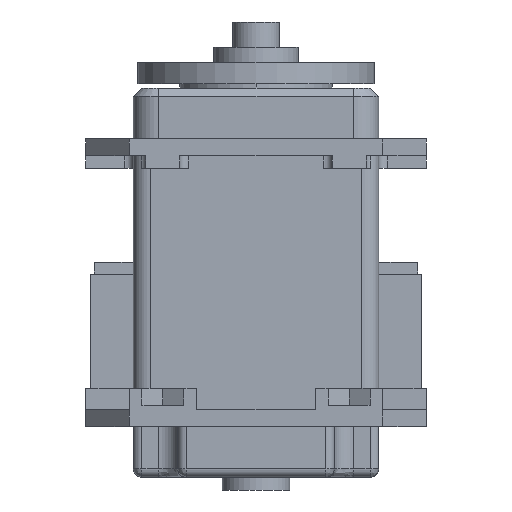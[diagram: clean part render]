
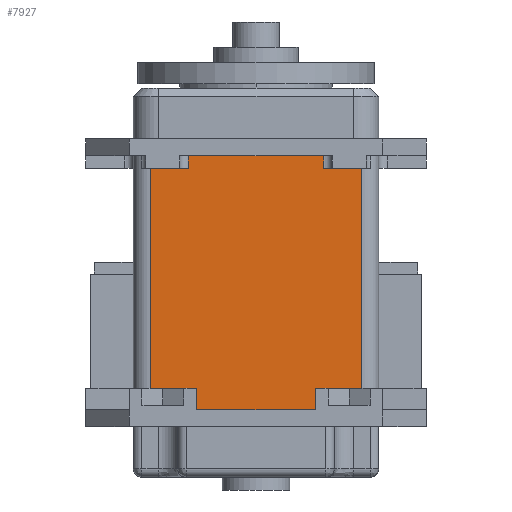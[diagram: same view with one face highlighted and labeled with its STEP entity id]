
A CAD part, front view. The second image highlights one B-rep face of the part: STEP entity #7927.
In plain terms, the highlighted planar face has unit normal (0, -1, 0).
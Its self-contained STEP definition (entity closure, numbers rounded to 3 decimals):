
#15 = CARTESIAN_POINT ( 'NONE',  ( -8., -45., 13.5 ) ) ;
#80 = CARTESIAN_POINT ( 'NONE',  ( 0., -45., 15. ) ) ;
#100 = LINE ( 'NONE', #2162, #2139 ) ;
#195 = CARTESIAN_POINT ( 'NONE',  ( 8., -45., 13.5 ) ) ;
#211 = ORIENTED_EDGE ( 'NONE', *, *, #10011, .T. ) ;
#369 = ORIENTED_EDGE ( 'NONE', *, *, #7497, .F. ) ;
#374 = LINE ( 'NONE', #7402, #4423 ) ;
#390 = EDGE_CURVE ( 'NONE', #4906, #4049, #2861, .T. ) ;
#461 = VERTEX_POINT ( 'NONE', #4142 ) ;
#512 = ORIENTED_EDGE ( 'NONE', *, *, #1458, .F. ) ;
#567 = ORIENTED_EDGE ( 'NONE', *, *, #5319, .F. ) ;
#766 = EDGE_CURVE ( 'NONE', #8298, #8865, #7190, .T. ) ;
#838 = CARTESIAN_POINT ( 'NONE',  ( 7.025, -45., -12.5 ) ) ;
#843 = DIRECTION ( 'NONE',  ( 0., 0., 1. ) ) ;
#852 = CARTESIAN_POINT ( 'NONE',  ( 7.025, -45., -15. ) ) ;
#896 = VERTEX_POINT ( 'NONE', #195 ) ;
#949 = EDGE_CURVE ( 'NONE', #10280, #4049, #2427, .T. ) ;
#1003 = ORIENTED_EDGE ( 'NONE', *, *, #1433, .T. ) ;
#1065 = CARTESIAN_POINT ( 'NONE',  ( 0., -45., -12.5 ) ) ;
#1071 = VECTOR ( 'NONE', #9425, 1000. ) ;
#1360 = VECTOR ( 'NONE', #2076, 1000. ) ;
#1433 = EDGE_CURVE ( 'NONE', #5450, #5960, #374, .T. ) ;
#1458 = EDGE_CURVE ( 'NONE', #896, #4413, #8794, .T. ) ;
#1792 = ORIENTED_EDGE ( 'NONE', *, *, #2056, .F. ) ;
#1861 = CARTESIAN_POINT ( 'NONE',  ( 8., -45., 14.25 ) ) ;
#1938 = VECTOR ( 'NONE', #6378, 1000. ) ;
#1947 = VECTOR ( 'NONE', #4313, 1000. ) ;
#1972 = CARTESIAN_POINT ( 'NONE',  ( -13., -45., -22.88 ) ) ;
#2056 = EDGE_CURVE ( 'NONE', #4906, #5960, #2654, .T. ) ;
#2076 = DIRECTION ( 'NONE',  ( 0., 0., -1. ) ) ;
#2106 = ORIENTED_EDGE ( 'NONE', *, *, #2887, .F. ) ;
#2139 = VECTOR ( 'NONE', #9438, 1000. ) ;
#2162 = CARTESIAN_POINT ( 'NONE',  ( 12.5, -45., 1.25 ) ) ;
#2339 = CARTESIAN_POINT ( 'NONE',  ( 0., -45., -12.5 ) ) ;
#2364 = VECTOR ( 'NONE', #4830, 1000. ) ;
#2383 = ORIENTED_EDGE ( 'NONE', *, *, #390, .T. ) ;
#2427 = LINE ( 'NONE', #1065, #4051 ) ;
#2435 = CARTESIAN_POINT ( 'NONE',  ( -12.5, -45., 1.25 ) ) ;
#2450 = CARTESIAN_POINT ( 'NONE',  ( 0., -45., 13.5 ) ) ;
#2488 = EDGE_CURVE ( 'NONE', #461, #4413, #100, .T. ) ;
#2570 = CARTESIAN_POINT ( 'NONE',  ( -7.025, -45., -15. ) ) ;
#2632 = ORIENTED_EDGE ( 'NONE', *, *, #949, .F. ) ;
#2654 = LINE ( 'NONE', #5778, #5947 ) ;
#2681 = EDGE_CURVE ( 'NONE', #3296, #9688, #6695, .T. ) ;
#2813 = FACE_OUTER_BOUND ( 'NONE', #9061, .T. ) ;
#2861 = LINE ( 'NONE', #2435, #2364 ) ;
#2868 = VERTEX_POINT ( 'NONE', #6768 ) ;
#2887 = EDGE_CURVE ( 'NONE', #10267, #896, #4002, .T. ) ;
#2904 = ORIENTED_EDGE ( 'NONE', *, *, #2681, .F. ) ;
#2928 = CARTESIAN_POINT ( 'NONE',  ( 0., -45., -12.5 ) ) ;
#3155 = CARTESIAN_POINT ( 'NONE',  ( 7.025, -45., -13.75 ) ) ;
#3182 = DIRECTION ( 'NONE',  ( 1., 0., 0. ) ) ;
#3216 = DIRECTION ( 'NONE',  ( 1., 0., 0. ) ) ;
#3269 = ORIENTED_EDGE ( 'NONE', *, *, #2488, .T. ) ;
#3296 = VERTEX_POINT ( 'NONE', #2570 ) ;
#3470 = CARTESIAN_POINT ( 'NONE',  ( -12.5, -45., 13.5 ) ) ;
#3559 = LINE ( 'NONE', #6724, #9460 ) ;
#3596 = DIRECTION ( 'NONE',  ( 1., 0., 0. ) ) ;
#3696 = CARTESIAN_POINT ( 'NONE',  ( -11.1, -45., -12.5 ) ) ;
#3956 = LINE ( 'NONE', #2339, #1938 ) ;
#4002 = LINE ( 'NONE', #1861, #1360 ) ;
#4049 = VERTEX_POINT ( 'NONE', #4122 ) ;
#4051 = VECTOR ( 'NONE', #9364, 1000. ) ;
#4122 = CARTESIAN_POINT ( 'NONE',  ( -12.5, -45., -12.5 ) ) ;
#4142 = CARTESIAN_POINT ( 'NONE',  ( 12.5, -45., -12.5 ) ) ;
#4155 = VECTOR ( 'NONE', #9962, 1000. ) ;
#4172 = VERTEX_POINT ( 'NONE', #852 ) ;
#4313 = DIRECTION ( 'NONE',  ( -1., 0., 0. ) ) ;
#4413 = VERTEX_POINT ( 'NONE', #4477 ) ;
#4423 = VECTOR ( 'NONE', #5748, 1000. ) ;
#4477 = CARTESIAN_POINT ( 'NONE',  ( 12.5, -45., 13.5 ) ) ;
#4600 = VECTOR ( 'NONE', #6493, 1000. ) ;
#4662 = ORIENTED_EDGE ( 'NONE', *, *, #766, .T. ) ;
#4773 = EDGE_CURVE ( 'NONE', #10280, #2868, #5890, .T. ) ;
#4792 = EDGE_CURVE ( 'NONE', #8865, #8779, #5385, .T. ) ;
#4830 = DIRECTION ( 'NONE',  ( 0., 0., -1. ) ) ;
#4863 = ORIENTED_EDGE ( 'NONE', *, *, #7165, .F. ) ;
#4906 = VERTEX_POINT ( 'NONE', #3470 ) ;
#4978 = CARTESIAN_POINT ( 'NONE',  ( -7.025, -45., -13.75 ) ) ;
#5010 = VECTOR ( 'NONE', #3182, 1000. ) ;
#5050 = DIRECTION ( 'NONE',  ( 1., 0., 0. ) ) ;
#5319 = EDGE_CURVE ( 'NONE', #8298, #4172, #6260, .T. ) ;
#5385 = LINE ( 'NONE', #2928, #1071 ) ;
#5450 = VERTEX_POINT ( 'NONE', #7442 ) ;
#5493 = CARTESIAN_POINT ( 'NONE',  ( -7.025, -45., -12.5 ) ) ;
#5748 = DIRECTION ( 'NONE',  ( 0., 0., -1. ) ) ;
#5778 = CARTESIAN_POINT ( 'NONE',  ( 0., -45., 13.5 ) ) ;
#5890 = LINE ( 'NONE', #9999, #10002 ) ;
#5947 = VECTOR ( 'NONE', #7472, 1000. ) ;
#5960 = VERTEX_POINT ( 'NONE', #15 ) ;
#6096 = PLANE ( 'NONE',  #8421 ) ;
#6260 = LINE ( 'NONE', #3155, #4600 ) ;
#6378 = DIRECTION ( 'NONE',  ( -1., 0., 0. ) ) ;
#6493 = DIRECTION ( 'NONE',  ( 0., 0., -1. ) ) ;
#6566 = CARTESIAN_POINT ( 'NONE',  ( 10.9, -45., -12.5 ) ) ;
#6639 = EDGE_CURVE ( 'NONE', #2868, #9688, #3559, .T. ) ;
#6695 = LINE ( 'NONE', #4978, #8765 ) ;
#6724 = CARTESIAN_POINT ( 'NONE',  ( 0., -45., -12.5 ) ) ;
#6768 = CARTESIAN_POINT ( 'NONE',  ( -10.9, -45., -12.5 ) ) ;
#7165 = EDGE_CURVE ( 'NONE', #4172, #3296, #9088, .T. ) ;
#7190 = LINE ( 'NONE', #10547, #5010 ) ;
#7402 = CARTESIAN_POINT ( 'NONE',  ( -8., -45., 0. ) ) ;
#7442 = CARTESIAN_POINT ( 'NONE',  ( -8., -45., 15. ) ) ;
#7472 = DIRECTION ( 'NONE',  ( 1., 0., 0. ) ) ;
#7497 = EDGE_CURVE ( 'NONE', #461, #8779, #3956, .T. ) ;
#7600 = ORIENTED_EDGE ( 'NONE', *, *, #4792, .T. ) ;
#7927 = ADVANCED_FACE ( 'NONE', ( #2813 ), #6096, .T. ) ;
#8298 = VERTEX_POINT ( 'NONE', #838 ) ;
#8421 = AXIS2_PLACEMENT_3D ( 'NONE', #1972, #8493, #3596 ) ;
#8465 = ORIENTED_EDGE ( 'NONE', *, *, #6639, .T. ) ;
#8493 = DIRECTION ( 'NONE',  ( 0., -1., 0. ) ) ;
#8588 = CARTESIAN_POINT ( 'NONE',  ( 8., -45., 15. ) ) ;
#8765 = VECTOR ( 'NONE', #843, 1000. ) ;
#8779 = VERTEX_POINT ( 'NONE', #8913 ) ;
#8794 = LINE ( 'NONE', #2450, #10201 ) ;
#8865 = VERTEX_POINT ( 'NONE', #6566 ) ;
#8913 = CARTESIAN_POINT ( 'NONE',  ( 11.1, -45., -12.5 ) ) ;
#9061 = EDGE_LOOP ( 'NONE', ( #2106, #211, #1003, #1792, #2383, #2632, #9764, #8465, #2904, #4863, #567, #4662, #7600, #369, #3269, #512 ) ) ;
#9088 = LINE ( 'NONE', #9982, #1947 ) ;
#9267 = DIRECTION ( 'NONE',  ( 1., 0., 0. ) ) ;
#9290 = LINE ( 'NONE', #80, #4155 ) ;
#9364 = DIRECTION ( 'NONE',  ( -1., 0., 0. ) ) ;
#9425 = DIRECTION ( 'NONE',  ( 1., 0., 0. ) ) ;
#9438 = DIRECTION ( 'NONE',  ( 0., 0., 1. ) ) ;
#9460 = VECTOR ( 'NONE', #9267, 1000. ) ;
#9688 = VERTEX_POINT ( 'NONE', #5493 ) ;
#9764 = ORIENTED_EDGE ( 'NONE', *, *, #4773, .T. ) ;
#9962 = DIRECTION ( 'NONE',  ( -1., 0., 0. ) ) ;
#9982 = CARTESIAN_POINT ( 'NONE',  ( 0., -45., -15. ) ) ;
#9999 = CARTESIAN_POINT ( 'NONE',  ( 0., -45., -12.5 ) ) ;
#10002 = VECTOR ( 'NONE', #5050, 1000. ) ;
#10011 = EDGE_CURVE ( 'NONE', #10267, #5450, #9290, .T. ) ;
#10201 = VECTOR ( 'NONE', #3216, 1000. ) ;
#10267 = VERTEX_POINT ( 'NONE', #8588 ) ;
#10280 = VERTEX_POINT ( 'NONE', #3696 ) ;
#10547 = CARTESIAN_POINT ( 'NONE',  ( 0., -45., -12.5 ) ) ;
